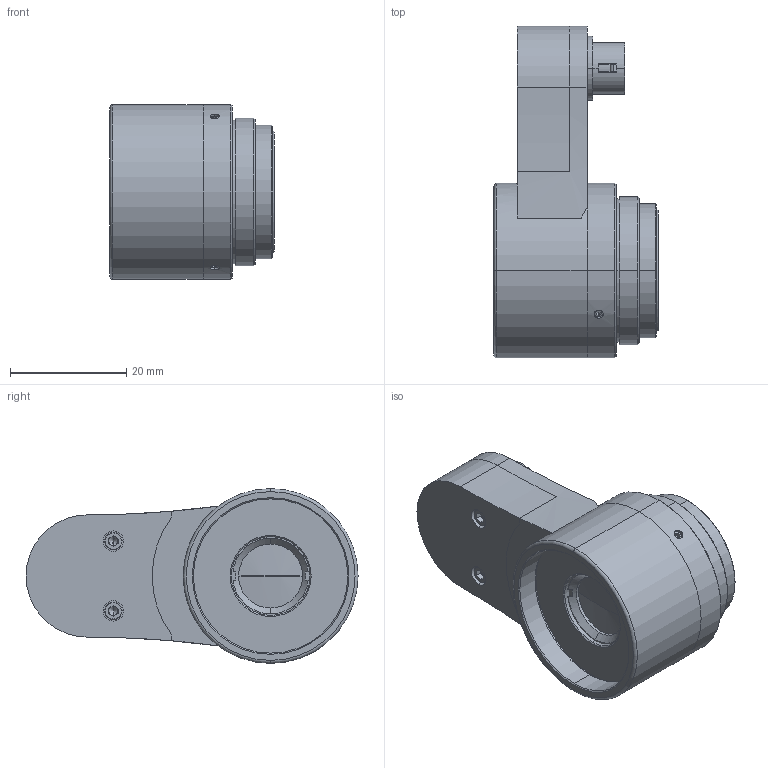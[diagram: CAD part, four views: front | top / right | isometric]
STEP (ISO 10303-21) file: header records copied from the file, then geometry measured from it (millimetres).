
FILE_DESCRIPTION (( 'STEP AP203' ), '1' );
FILE_NAME ('DP30896-A_EL5MP2556.step', '2023-01-30T08:20:14', ( '' ), ( '' ), 'SwSTEP 2.0', 'SolidWorks 2021', '' );
FILE_SCHEMA (( 'CONFIG_CONTROL_DESIGN' ));
Length unit declared in the file: millimetre
Products named in the file (1): DP30896-A_EL5MP2556
Bounding box: 28.16 x 57 x 30 mm (x, y, z)
Surface area: 8108 mm2 (no closed solid volume)
Topology: 0 solids, 17 shells, 220 faces, 717 edges, 484 vertices
Faces by surface type: plane 91, cylinder 81, cone 38, torus 6, sphere 4
Entity records: 8430 total; most frequent: CARTESIAN_POINT 1983, DIRECTION 1426, ORIENTED_EDGE 1180, EDGE_CURVE 713, AXIS2_PLACEMENT_3D 532, VERTEX_POINT 484, VECTOR 362, LINE 362
